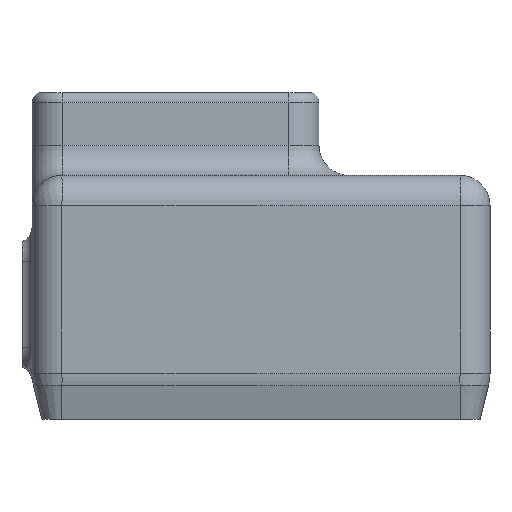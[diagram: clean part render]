
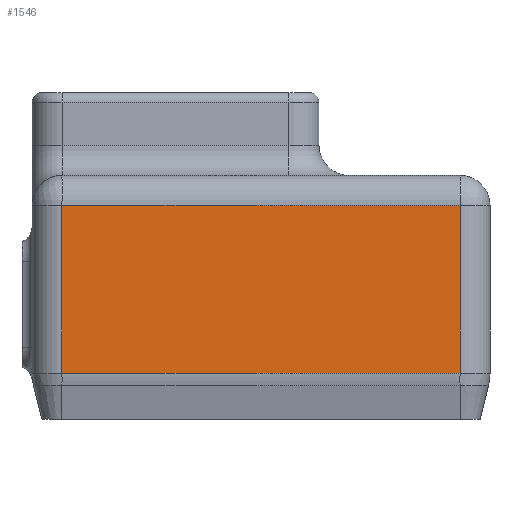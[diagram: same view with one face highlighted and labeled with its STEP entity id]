
A CAD part, left-side view. The second image highlights one B-rep face of the part: STEP entity #1546.
In plain terms, the highlighted planar face has unit normal (-1, 0, 0).
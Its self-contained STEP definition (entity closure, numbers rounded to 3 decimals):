
#86=PLANE('',#1760);
#183=FACE_OUTER_BOUND('',#282,.T.);
#282=EDGE_LOOP('',(#1405,#1406,#1407,#1408));
#356=LINE('',#2637,#467);
#367=LINE('',#2692,#478);
#390=LINE('',#2789,#501);
#391=LINE('',#2791,#502);
#467=VECTOR('',#2086,10.);
#478=VECTOR('',#2129,10.);
#501=VECTOR('',#2258,10.);
#502=VECTOR('',#2261,10.);
#709=VERTEX_POINT('',#2630);
#711=VERTEX_POINT('',#2636);
#721=VERTEX_POINT('',#2690);
#738=VERTEX_POINT('',#2747);
#891=EDGE_CURVE('',#709,#711,#356,.T.);
#912=EDGE_CURVE('',#721,#709,#367,.T.);
#961=EDGE_CURVE('',#711,#738,#390,.T.);
#962=EDGE_CURVE('',#738,#721,#391,.T.);
#1405=ORIENTED_EDGE('',*,*,#891,.F.);
#1406=ORIENTED_EDGE('',*,*,#912,.F.);
#1407=ORIENTED_EDGE('',*,*,#962,.F.);
#1408=ORIENTED_EDGE('',*,*,#961,.F.);
#1546=ADVANCED_FACE('',(#183),#86,.T.);
#1760=AXIS2_PLACEMENT_3D('',#2798,#2272,#2273);
#2086=DIRECTION('',(0.,1.,0.));
#2129=DIRECTION('',(0.,0.,-1.));
#2258=DIRECTION('',(0.,0.,1.));
#2261=DIRECTION('',(0.,-1.,0.));
#2272=DIRECTION('center_axis',(-1.,0.,0.));
#2273=DIRECTION('ref_axis',(0.,0.,1.));
#2630=CARTESIAN_POINT('',(-62.4,-19.9,-7.584));
#2636=CARTESIAN_POINT('',(-62.4,19.9,-7.584));
#2637=CARTESIAN_POINT('',(-62.4,5.725,-7.584));
#2690=CARTESIAN_POINT('',(-62.4,-19.9,9.2));
#2692=CARTESIAN_POINT('',(-62.4,-19.9,-6.1));
#2747=CARTESIAN_POINT('',(-62.4,19.9,9.2));
#2789=CARTESIAN_POINT('',(-62.4,19.9,6.1));
#2791=CARTESIAN_POINT('',(-62.4,-11.45,9.2));
#2798=CARTESIAN_POINT('Origin',(-62.4,0.,0.));
